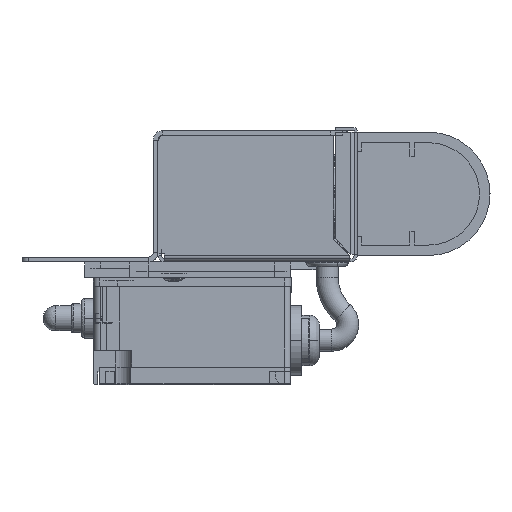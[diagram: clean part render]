
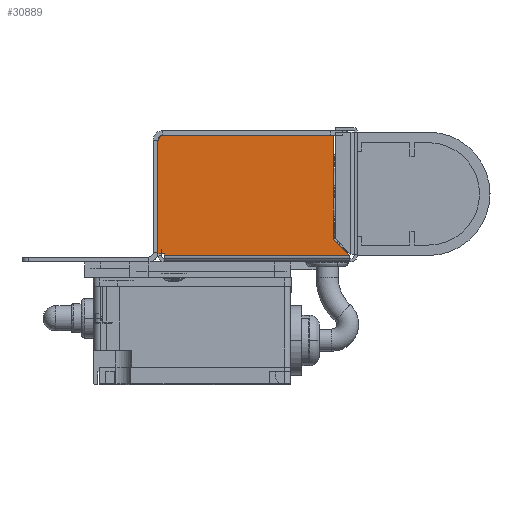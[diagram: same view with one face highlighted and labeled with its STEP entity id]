
A CAD part, left-side view. The second image highlights one B-rep face of the part: STEP entity #30889.
In plain terms, the highlighted planar face has unit normal (-1, 0, 0).
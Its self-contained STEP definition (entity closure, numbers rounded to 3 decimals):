
#1327=LINE('',#44757,#4456);
#1330=LINE('',#44763,#4459);
#1331=LINE('',#44765,#4460);
#1332=LINE('',#44767,#4461);
#1333=LINE('',#44769,#4462);
#1334=LINE('',#44771,#4463);
#1335=LINE('',#44772,#4464);
#4456=VECTOR('',#35737,53.5);
#4459=VECTOR('',#35742,35.5);
#4460=VECTOR('',#35743,2.);
#4461=VECTOR('',#35744,0.5);
#4462=VECTOR('',#35745,58.646);
#4463=VECTOR('',#35746,7.278);
#4464=VECTOR('',#35747,32.854);
#7545=PLANE('',#32661);
#9346=FACE_OUTER_BOUND('',#11075,.T.);
#11075=EDGE_LOOP('',(#21830,#21831,#21832,#21833,#21834,#21835,#21836,#21837));
#13060=CIRCLE('',#32659,2.);
#14231=VERTEX_POINT('',#44750);
#14232=VERTEX_POINT('',#44752);
#14233=VERTEX_POINT('',#44756);
#14235=VERTEX_POINT('',#44762);
#14236=VERTEX_POINT('',#44764);
#14237=VERTEX_POINT('',#44766);
#14238=VERTEX_POINT('',#44768);
#14239=VERTEX_POINT('',#44770);
#17233=EDGE_CURVE('',#14231,#14232,#13060,.T.);
#17235=EDGE_CURVE('',#14233,#14232,#1327,.T.);
#17238=EDGE_CURVE('',#14235,#14231,#1330,.T.);
#17239=EDGE_CURVE('',#14235,#14236,#1331,.T.);
#17240=EDGE_CURVE('',#14236,#14237,#1332,.T.);
#17241=EDGE_CURVE('',#14237,#14238,#1333,.T.);
#17242=EDGE_CURVE('',#14238,#14239,#1334,.T.);
#17243=EDGE_CURVE('',#14239,#14233,#1335,.T.);
#21830=ORIENTED_EDGE('',*,*,#17233,.F.);
#21831=ORIENTED_EDGE('',*,*,#17238,.F.);
#21832=ORIENTED_EDGE('',*,*,#17239,.T.);
#21833=ORIENTED_EDGE('',*,*,#17240,.T.);
#21834=ORIENTED_EDGE('',*,*,#17241,.T.);
#21835=ORIENTED_EDGE('',*,*,#17242,.T.);
#21836=ORIENTED_EDGE('',*,*,#17243,.T.);
#21837=ORIENTED_EDGE('',*,*,#17235,.T.);
#30889=ADVANCED_FACE('',(#9346),#7545,.T.);
#32659=AXIS2_PLACEMENT_3D('',#44753,#35732,#35733);
#32661=AXIS2_PLACEMENT_3D('',#44761,#35740,#35741);
#35732=DIRECTION('center_axis',(1.,0.,0.));
#35733=DIRECTION('ref_axis',(0.,0.707,0.707));
#35737=DIRECTION('',(0.,1.,0.));
#35740=DIRECTION('center_axis',(-1.,0.,0.));
#35741=DIRECTION('ref_axis',(0.,0.,1.));
#35742=DIRECTION('',(0.,0.,1.));
#35743=DIRECTION('',(0.,-1.,0.));
#35744=DIRECTION('',(0.,0.,-1.));
#35745=DIRECTION('',(0.,-1.,0.));
#35746=DIRECTION('',(0.,0.707,0.707));
#35747=DIRECTION('',(0.,0.,1.));
#44750=CARTESIAN_POINT('',(-525.,31.5,38.));
#44752=CARTESIAN_POINT('',(-525.,29.5,40.));
#44753=CARTESIAN_POINT('Origin',(-525.,29.5,38.));
#44756=CARTESIAN_POINT('',(-525.,-24.,40.));
#44757=CARTESIAN_POINT('',(-525.,30.5,40.));
#44761=CARTESIAN_POINT('Origin',(-525.,-31.5,0.));
#44762=CARTESIAN_POINT('',(-525.,31.5,2.5));
#44763=CARTESIAN_POINT('',(-525.,31.5,40.));
#44764=CARTESIAN_POINT('',(-525.,29.5,2.5));
#44765=CARTESIAN_POINT('',(-525.,-1.,2.5));
#44766=CARTESIAN_POINT('',(-525.,29.5,2.));
#44767=CARTESIAN_POINT('',(-525.,29.5,0.5));
#44768=CARTESIAN_POINT('',(-525.,-29.146,2.));
#44769=CARTESIAN_POINT('',(-525.,-15.75,2.));
#44770=CARTESIAN_POINT('',(-525.,-24.,7.146));
#44771=CARTESIAN_POINT('',(-525.,-31.235,-0.088));
#44772=CARTESIAN_POINT('',(-525.,-24.,3.573));
